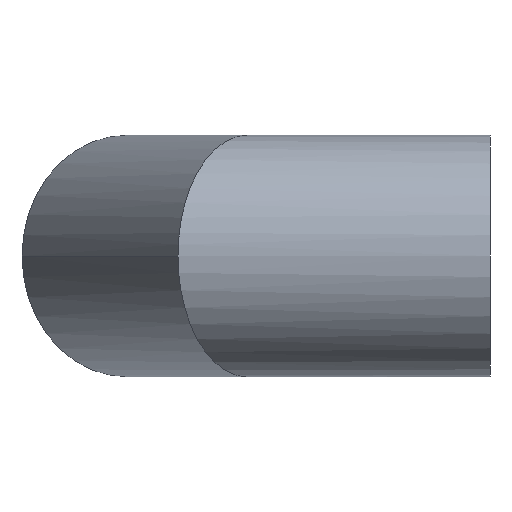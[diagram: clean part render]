
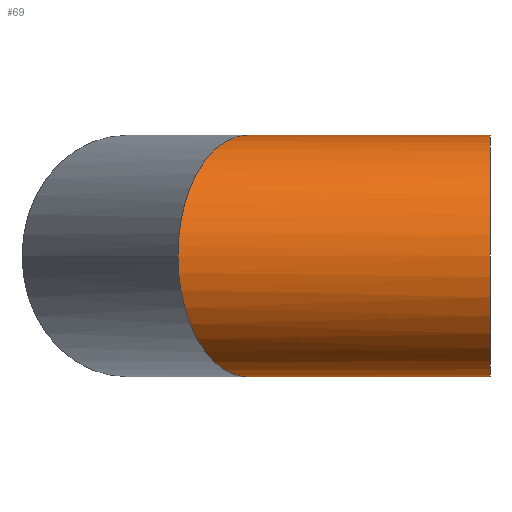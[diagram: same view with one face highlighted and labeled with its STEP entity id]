
A CAD part, left-side view. The second image highlights one B-rep face of the part: STEP entity #69.
In plain terms, the highlighted cylindrical face has radius 90 mm (diameter 180 mm), a partial arc.
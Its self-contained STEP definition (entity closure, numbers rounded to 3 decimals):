
#27 = DIRECTION ( 'NONE',  ( 0., 1., 0. ) ) ;
#28 = DIRECTION ( 'NONE',  ( 0., 0., 1. ) ) ;
#29 = CARTESIAN_POINT ( 'NONE',  ( 0., 180.667, 90. ) ) ;
#31 = ORIENTED_EDGE ( 'NONE', *, *, #97, .T. ) ;
#43 = CARTESIAN_POINT ( 'NONE',  ( 0., 180.667, 90. ) ) ;
#55 = VERTEX_POINT ( 'NONE', #336 ) ;
#59 = VERTEX_POINT ( 'NONE', #274 ) ;
#68 = VERTEX_POINT ( 'NONE', #373 ) ;
#69 = ADVANCED_FACE ( 'NONE', ( #99 ), #153, .T. ) ;
#77 = CIRCLE ( 'NONE', #196, 90. ) ;
#81 = CARTESIAN_POINT ( 'NONE',  ( -90., 232.628, -52.721 ) ) ;
#92 =( BOUNDED_CURVE ( )  B_SPLINE_CURVE ( 3, ( #382, #81, #233, #148 ),
 .UNSPECIFIED., .F., .F. ) 
 B_SPLINE_CURVE_WITH_KNOTS ( ( 4, 4 ),
 ( 0., 1.571 ),
 .UNSPECIFIED. ) 
 CURVE ( )  GEOMETRIC_REPRESENTATION_ITEM ( )  RATIONAL_B_SPLINE_CURVE ( ( 1., 0.805, 0.805, 1. ) ) 
 REPRESENTATION_ITEM ( '' )  );
#97 = EDGE_CURVE ( 'NONE', #55, #59, #77, .T. ) ;
#99 = FACE_OUTER_BOUND ( 'NONE', #244, .T. ) ;
#100 = CARTESIAN_POINT ( 'NONE',  ( -90., 232.628, 52.721 ) ) ;
#123 = EDGE_CURVE ( 'NONE', #252, #68, #350, .T. ) ;
#135 = CARTESIAN_POINT ( 'NONE',  ( -52.721, 211.105, 90. ) ) ;
#141 = CARTESIAN_POINT ( 'NONE',  ( 0., 0., -90. ) ) ;
#144 = LINE ( 'NONE', #141, #264 ) ;
#148 = CARTESIAN_POINT ( 'NONE',  ( 0., 180.667, -90. ) ) ;
#153 = CYLINDRICAL_SURFACE ( 'NONE', #237, 90. ) ;
#163 = CARTESIAN_POINT ( 'NONE',  ( -90., 232.628, 0. ) ) ;
#189 = DIRECTION ( 'NONE',  ( 0., 0., 1. ) ) ;
#193 = CARTESIAN_POINT ( 'NONE',  ( 0., 0., 0. ) ) ;
#194 = DIRECTION ( 'NONE',  ( 0., 1., 0. ) ) ;
#196 = AXIS2_PLACEMENT_3D ( 'NONE', #193, #194, #189 ) ;
#208 = VERTEX_POINT ( 'NONE', #286 ) ;
#216 = VECTOR ( 'NONE', #27, 1000. ) ;
#219 = CARTESIAN_POINT ( 'NONE',  ( 0., 0., 0. ) ) ;
#224 = EDGE_CURVE ( 'NONE', #68, #208, #92, .T. ) ;
#233 = CARTESIAN_POINT ( 'NONE',  ( -52.721, 211.105, -90. ) ) ;
#237 = AXIS2_PLACEMENT_3D ( 'NONE', #219, #291, #28 ) ;
#244 = EDGE_LOOP ( 'NONE', ( #246, #31, #370, #369, #270 ) ) ;
#246 = ORIENTED_EDGE ( 'NONE', *, *, #380, .F. ) ;
#252 = VERTEX_POINT ( 'NONE', #29 ) ;
#264 = VECTOR ( 'NONE', #388, 1000. ) ;
#270 = ORIENTED_EDGE ( 'NONE', *, *, #224, .T. ) ;
#274 = CARTESIAN_POINT ( 'NONE',  ( 0., 0., 90. ) ) ;
#286 = CARTESIAN_POINT ( 'NONE',  ( 0., 180.667, -90. ) ) ;
#291 = DIRECTION ( 'NONE',  ( 0., 1., 0. ) ) ;
#305 = EDGE_CURVE ( 'NONE', #59, #252, #385, .T. ) ;
#336 = CARTESIAN_POINT ( 'NONE',  ( 0., 0., -90. ) ) ;
#350 =( BOUNDED_CURVE ( )  B_SPLINE_CURVE ( 3, ( #43, #135, #100, #163 ),
 .UNSPECIFIED., .F., .F. ) 
 B_SPLINE_CURVE_WITH_KNOTS ( ( 4, 4 ),
 ( 4.712, 6.283 ),
 .UNSPECIFIED. ) 
 CURVE ( )  GEOMETRIC_REPRESENTATION_ITEM ( )  RATIONAL_B_SPLINE_CURVE ( ( 1., 0.805, 0.805, 1. ) ) 
 REPRESENTATION_ITEM ( '' )  );
#357 = CARTESIAN_POINT ( 'NONE',  ( 0., 0., 90. ) ) ;
#369 = ORIENTED_EDGE ( 'NONE', *, *, #123, .T. ) ;
#370 = ORIENTED_EDGE ( 'NONE', *, *, #305, .T. ) ;
#373 = CARTESIAN_POINT ( 'NONE',  ( -90., 232.628, 0. ) ) ;
#380 = EDGE_CURVE ( 'NONE', #55, #208, #144, .T. ) ;
#382 = CARTESIAN_POINT ( 'NONE',  ( -90., 232.628, 0. ) ) ;
#385 = LINE ( 'NONE', #357, #216 ) ;
#388 = DIRECTION ( 'NONE',  ( 0., 1., 0. ) ) ;
